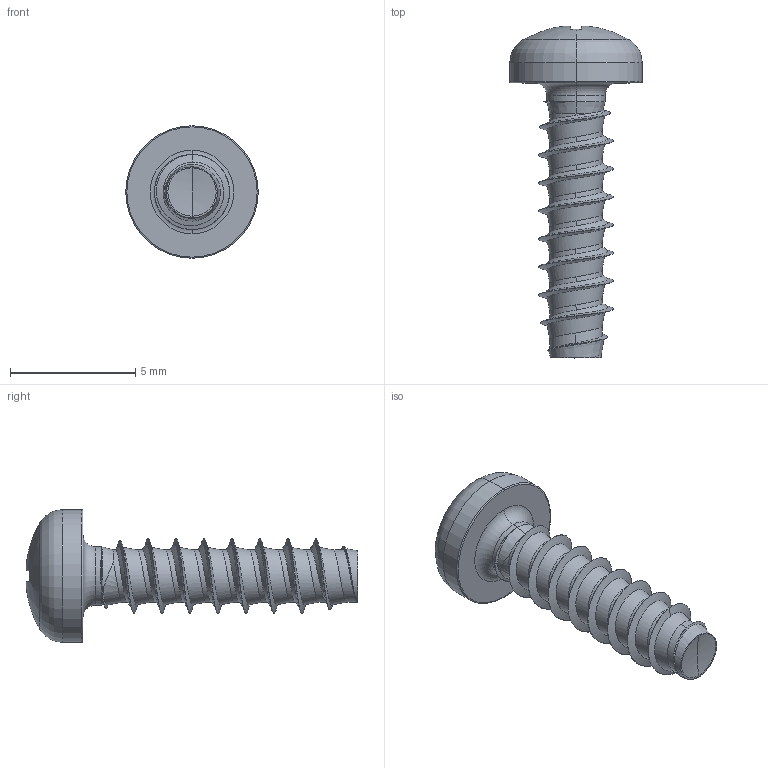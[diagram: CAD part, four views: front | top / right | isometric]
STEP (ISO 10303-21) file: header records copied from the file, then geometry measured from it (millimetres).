
FILE_DESCRIPTION (( 'STEP AP203' ), '1' );
FILE_NAME ('STP320300110.STEP', '2017-08-15T14:13:21', ( '' ), ( '' ), 'SwSTEP 2.0', 'SolidWorks 2015', '' );
FILE_SCHEMA (( 'CONFIG_CONTROL_DESIGN' ));
Length unit declared in the file: millimetre
Products named in the file (1): STP320300110
Bounding box: 5.3 x 13.28 x 5.3 mm (x, y, z)
Volume: 83.1 mm3; surface area: 189.3 mm2
Topology: 1 solids, 1 shells, 181 faces, 412 edges, 233 vertices
Faces by surface type: bspline 51, cylinder 44, torus 28, sphere 28, plane 22, cone 8
Entity records: 16242 total; most frequent: CARTESIAN_POINT 12507, ORIENTED_EDGE 820, DIRECTION 716, EDGE_CURVE 410, AXIS2_PLACEMENT_3D 320, VERTEX_POINT 233, CIRCLE 189, EDGE_LOOP 183
